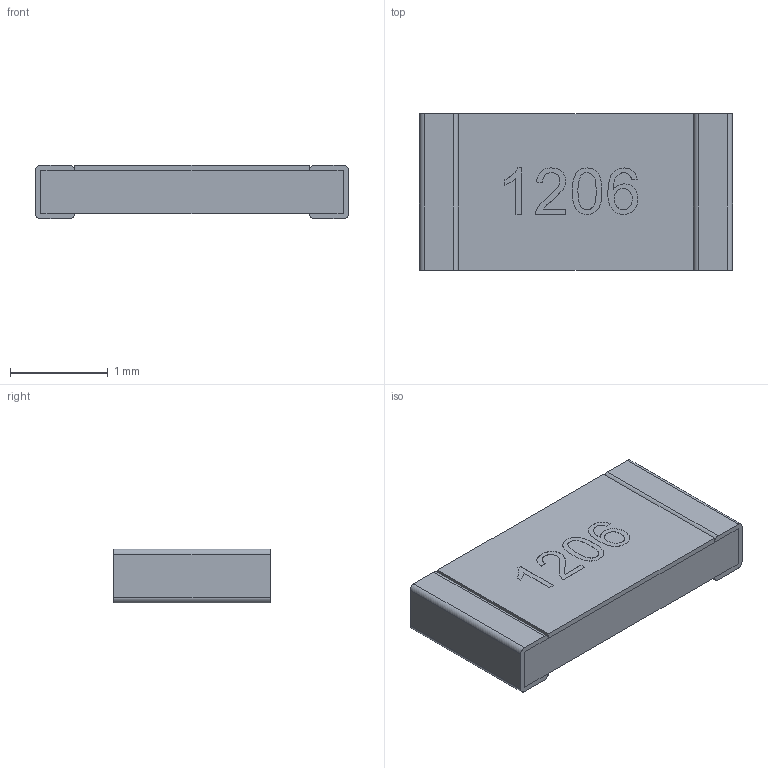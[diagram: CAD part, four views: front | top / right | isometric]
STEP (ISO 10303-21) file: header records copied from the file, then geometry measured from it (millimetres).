
FILE_DESCRIPTION(('FreeCAD Model'),'2;1');
FILE_NAME('1206R.step','2022-09-12T09:11:59' ,('Author'),(''),'Open CASCADE STEP processor 7.3','FreeCAD','Unknown' );
FILE_SCHEMA(('AUTOMOTIVE_DESIGN { 1 0 10303 214 1 1 1 1 }'));
Length unit declared in the file: millimetre
Products named in the file (2): R_1206_3216Metric; Extrude
Bounding box: 3.2 x 1.6 x 0.55 mm (x, y, z)
Volume: 2.6 mm3; surface area: 15.9 mm2
Topology: 5 solids, 5 shells, 113 faces, 305 edges, 202 vertices
Faces by surface type: extrusion 69, plane 36, cylinder 8
Entity records: 4439 total; most frequent: CARTESIAN_POINT 1035, ORIENTED_EDGE 610, DIRECTION 342, EDGE_CURVE 305, VECTOR 220, B_SPLINE_CURVE_WITH_KNOTS 207, VERTEX_POINT 202, LINE 151
